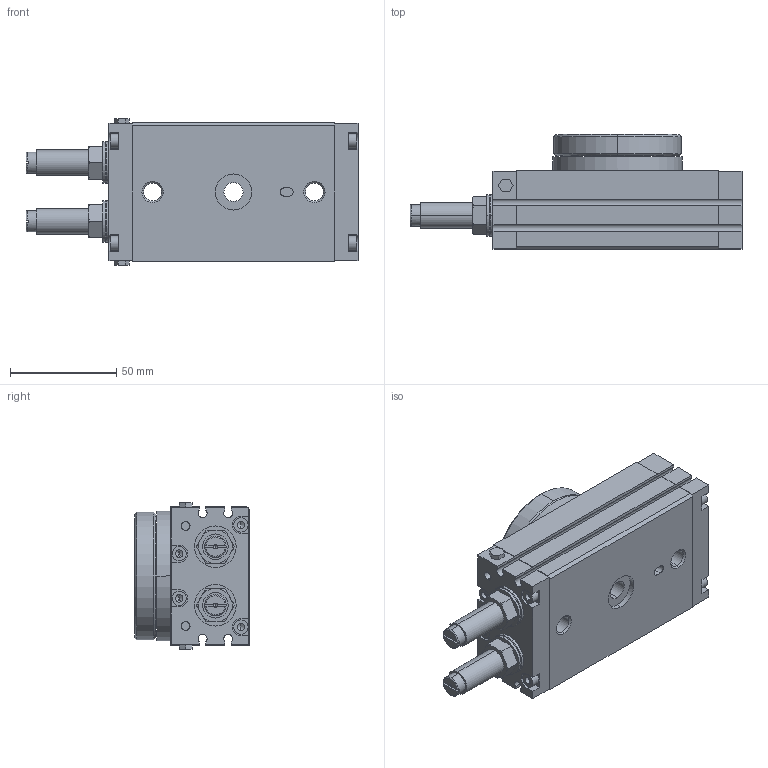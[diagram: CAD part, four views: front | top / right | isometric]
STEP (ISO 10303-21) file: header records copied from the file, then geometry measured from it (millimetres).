
FILE_DESCRIPTION (( 'STEP AP214' ), '1' );
FILE_NAME ('J20MD-MA.step', '2017-07-18T19:54:54', ( '' ), ( '' ), 'SwSTEP 2.0', 'SolidWorks 2017', '' );
FILE_SCHEMA (( 'AUTOMOTIVE_DESIGN' ));
Length unit declared in the file: millimetre
Products named in the file (4): J20MD-MA_M4_91290A138; J20MD-MA_table; J20MD-MA_body2; J20MD-MA
Assembly tree (8 placements, depth 2):
  J20MD-MA
    J20MD-MA_body2
    J20MD-MA_table
    J20MD-MA_M4_91290A138  x6
Bounding box: 156 x 54 x 69 mm (x, y, z)
Volume: 311087.9 mm3; surface area: 55785.7 mm2
Topology: 8 solids, 8 shells, 709 faces, 1785 edges, 1136 vertices
Faces by surface type: cylinder 328, plane 217, cone 134, torus 18, bspline 12
Entity records: 13742 total; most frequent: CARTESIAN_POINT 3334, DIRECTION 2148, ORIENTED_EDGE 2066, EDGE_CURVE 1033, AXIS2_PLACEMENT_3D 796, VERTEX_POINT 671, VECTOR 556, LINE 556
